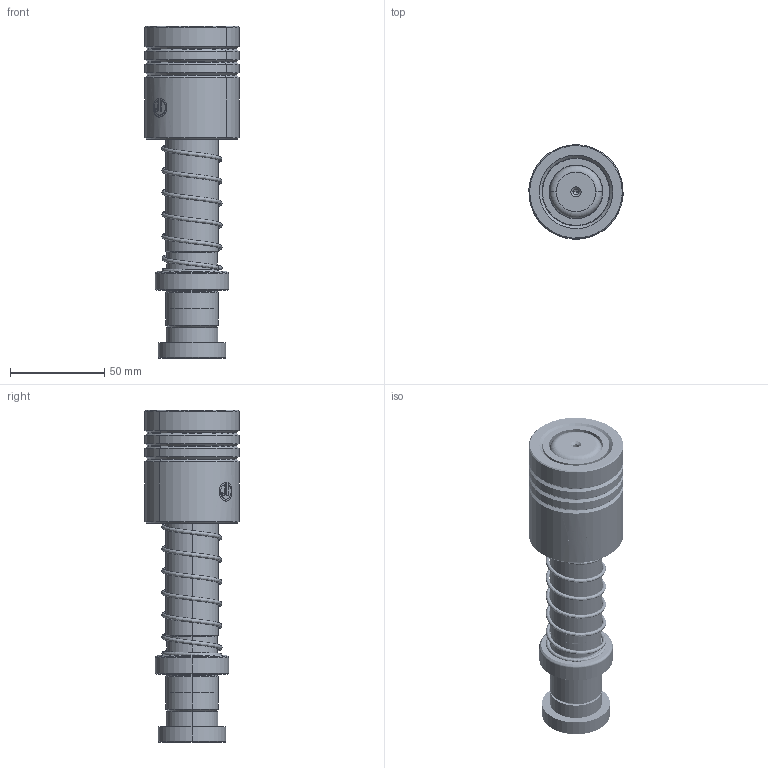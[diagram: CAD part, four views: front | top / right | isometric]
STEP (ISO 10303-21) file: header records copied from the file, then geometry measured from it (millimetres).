
FILE_DESCRIPTION (( 'STEP AP214' ), '1' );
FILE_NAME ('HBSH(HBJH)-D28-L140(BL-60).STEP', '2021-08-14T02:10:02', ( '' ), ( '' ), 'SwSTEP 2.0', 'SolidWorks 2016', '' );
FILE_SCHEMA (( 'AUTOMOTIVE_DESIGN' ));
Length unit declared in the file: millimetre
Products named in the file (246): BALL-D4; BSH-35.5-28.5-L60; DRP-D28-L140; DRP蹟簽D28; HBSH(HBJH)-D28-L140(BL-60); TBB-D50-d36-L60; BSH-D35.5-28.5-L60郪蚾; HWP-D31.3-d28.5-L70
Assembly tree (240 placements, depth 3):
  BALL-D4
  BALL-D4
  BALL-D4
  BALL-D4
  BALL-D4
Bounding box: 49.9 x 49.9 x 176 mm (x, y, z)
Volume: 186402.9 mm3; surface area: 77578 mm2
Topology: 236 solids, 236 shells, 1068 faces, 4544 edges, 3012 vertices
Faces by surface type: sphere 924, cylinder 42, cone 40, torus 24, plane 24, bspline 14
Entity records: 50139 total; most frequent: CARTESIAN_POINT 30076, ORIENTED_EDGE 3526, DIRECTION 3057, EDGE_CURVE 1763, AXIS2_PLACEMENT_3D 1470, VERTEX_POINT 1152, EDGE_LOOP 1061, B_SPLINE_CURVE_WITH_KNOTS 1019
